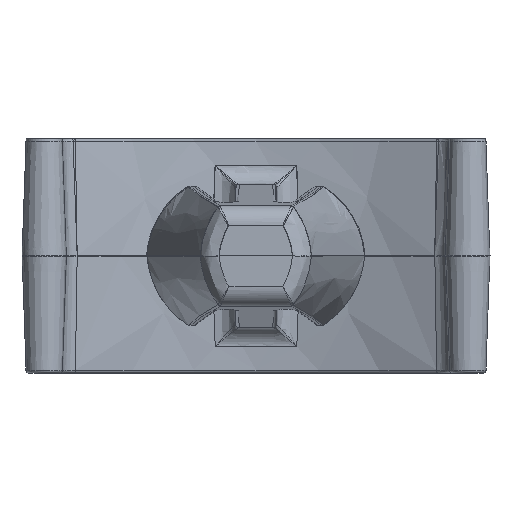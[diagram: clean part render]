
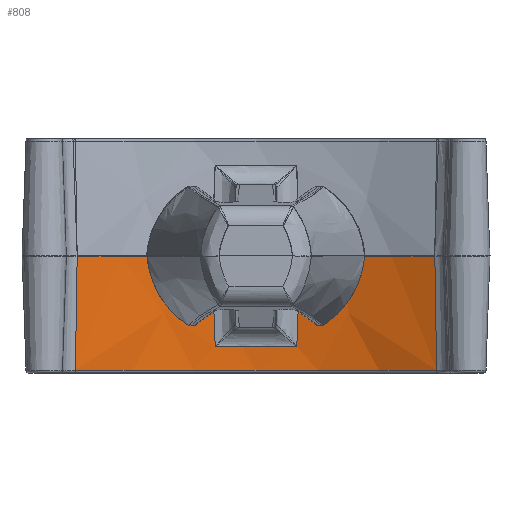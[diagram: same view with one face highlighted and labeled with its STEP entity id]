
A CAD part, left-side view. The second image highlights one B-rep face of the part: STEP entity #808.
In plain terms, the highlighted conical face has half-angle 2 degrees and reference radius 15.989 mm.
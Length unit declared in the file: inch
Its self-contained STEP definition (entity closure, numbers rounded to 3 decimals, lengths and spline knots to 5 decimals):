
#154=CONICAL_SURFACE('',#5503,0.6295,2.);
#516=CIRCLE('',#5418,0.6295);
#518=CIRCLE('',#5420,0.6295);
#547=CIRCLE('',#5501,0.63579);
#548=CIRCLE('',#5502,0.6345);
#808=ADVANCED_FACE('',(#1220),#154,.F.);
#1220=FACE_OUTER_BOUND('',#1562,.T.);
#1562=EDGE_LOOP('',(#2565,#2566,#2567,#2568,#2569,#2570,#2571,#2572));
#1896=B_SPLINE_CURVE_WITH_KNOTS('',3,(#8950,#8951,#8952,#8953,#8954,#8955,
#8956,#8957,#8958,#8959),.UNSPECIFIED.,.F.,.F.,(4,3,3,4),(0.,0.43246,
0.78933,1.),.UNSPECIFIED.);
#1897=B_SPLINE_CURVE_WITH_KNOTS('',3,(#8963,#8964,#8965,#8966,#8967,#8968,
#8969,#8970,#8971,#8972),.UNSPECIFIED.,.F.,.F.,(4,3,3,4),(0.,0.21067,
0.64313,1.),.UNSPECIFIED.);
#2565=ORIENTED_EDGE('',*,*,#4363,.T.);
#2566=ORIENTED_EDGE('',*,*,#4364,.T.);
#2567=ORIENTED_EDGE('',*,*,#4365,.F.);
#2568=ORIENTED_EDGE('',*,*,#4189,.F.);
#2569=ORIENTED_EDGE('',*,*,#4366,.T.);
#2570=ORIENTED_EDGE('',*,*,#4367,.T.);
#2571=ORIENTED_EDGE('',*,*,#4368,.T.);
#2572=ORIENTED_EDGE('',*,*,#4185,.F.);
#3674=VERTEX_POINT('',#8270);
#3676=VERTEX_POINT('',#8276);
#3677=VERTEX_POINT('',#8279);
#3680=VERTEX_POINT('',#8303);
#3841=VERTEX_POINT('',#8944);
#3842=VERTEX_POINT('',#8948);
#3843=VERTEX_POINT('',#8960);
#3844=VERTEX_POINT('',#8962);
#4185=EDGE_CURVE('',#3674,#3677,#516,.T.);
#4189=EDGE_CURVE('',#3680,#3676,#518,.T.);
#4363=EDGE_CURVE('',#3674,#3841,#4936,.T.);
#4364=EDGE_CURVE('',#3841,#3842,#547,.T.);
#4365=EDGE_CURVE('',#3676,#3842,#4937,.T.);
#4366=EDGE_CURVE('',#3680,#3843,#1896,.T.);
#4367=EDGE_CURVE('',#3843,#3844,#548,.T.);
#4368=EDGE_CURVE('',#3844,#3677,#1897,.T.);
#4936=LINE('',#8945,#5213);
#4937=LINE('',#8949,#5214);
#5213=VECTOR('',#6425,1.);
#5214=VECTOR('',#6430,1.);
#5418=AXIS2_PLACEMENT_3D('',#8278,#6169,#6170);
#5420=AXIS2_PLACEMENT_3D('',#8304,#6173,#6174);
#5501=AXIS2_PLACEMENT_3D('',#8947,#6428,#6429);
#5502=AXIS2_PLACEMENT_3D('',#8961,#6431,#6432);
#5503=AXIS2_PLACEMENT_3D('',#8973,#6433,#6434);
#6169=DIRECTION('',(0.,0.,-1.));
#6170=DIRECTION('',(0.,-1.,0.));
#6173=DIRECTION('',(0.,0.,-1.));
#6174=DIRECTION('',(0.,-1.,0.));
#6425=DIRECTION('',(0.031,0.016,-0.999));
#6428=DIRECTION('',(0.,0.,-1.));
#6429=DIRECTION('',(-1.,0.,0.));
#6430=DIRECTION('',(0.031,-0.016,-0.999));
#6431=DIRECTION('',(0.,0.,1.));
#6432=DIRECTION('',(1.,0.,0.));
#6433=DIRECTION('',(0.,0.,-1.));
#6434=DIRECTION('',(-1.,0.,0.));
#8270=CARTESIAN_POINT('',(-3.99401,-1.35778,0.));
#8276=CARTESIAN_POINT('',(-3.99401,-1.92283,0.));
#8278=CARTESIAN_POINT('',(-4.55655,-1.6403,0.));
#8279=CARTESIAN_POINT('',(-3.93092,-1.57055,0.));
#8303=CARTESIAN_POINT('',(-3.93092,-1.71006,0.));
#8304=CARTESIAN_POINT('',(-4.55655,-1.6403,0.));
#8944=CARTESIAN_POINT('',(-3.98838,-1.35495,-0.18017));
#8945=CARTESIAN_POINT('',(-3.99401,-1.35778,0.));
#8947=CARTESIAN_POINT('',(-4.55655,-1.6403,-0.18017));
#8948=CARTESIAN_POINT('',(-3.98839,-1.92566,-0.18017));
#8949=CARTESIAN_POINT('',(-3.99401,-1.92283,0.));
#8950=CARTESIAN_POINT('',(-3.93092,-1.71006,0.));
#8951=CARTESIAN_POINT('',(-3.93011,-1.7093,-0.02064));
#8952=CARTESIAN_POINT('',(-3.9293,-1.70854,-0.04127));
#8953=CARTESIAN_POINT('',(-3.9285,-1.70778,-0.06191));
#8954=CARTESIAN_POINT('',(-3.92783,-1.70715,-0.07894));
#8955=CARTESIAN_POINT('',(-3.92717,-1.70652,-0.09597));
#8956=CARTESIAN_POINT('',(-3.9265,-1.70589,-0.113));
#8957=CARTESIAN_POINT('',(-3.92611,-1.70552,-0.12305));
#8958=CARTESIAN_POINT('',(-3.92572,-1.70515,-0.13311));
#8959=CARTESIAN_POINT('',(-3.92533,-1.70478,-0.14316));
#8960=CARTESIAN_POINT('',(-3.92533,-1.70478,-0.14316));
#8961=CARTESIAN_POINT('',(-4.55655,-1.6403,-0.14316));
#8962=CARTESIAN_POINT('',(-3.92533,-1.57583,-0.14316));
#8963=CARTESIAN_POINT('',(-3.92533,-1.57583,-0.14316));
#8964=CARTESIAN_POINT('',(-3.92572,-1.57546,-0.13311));
#8965=CARTESIAN_POINT('',(-3.92611,-1.57509,-0.12305));
#8966=CARTESIAN_POINT('',(-3.9265,-1.57472,-0.113));
#8967=CARTESIAN_POINT('',(-3.92731,-1.57396,-0.09236));
#8968=CARTESIAN_POINT('',(-3.92811,-1.57319,-0.07173));
#8969=CARTESIAN_POINT('',(-3.92892,-1.57243,-0.05109));
#8970=CARTESIAN_POINT('',(-3.92959,-1.5718,-0.03406));
#8971=CARTESIAN_POINT('',(-3.93025,-1.57118,-0.01703));
#8972=CARTESIAN_POINT('',(-3.93092,-1.57055,0.));
#8973=CARTESIAN_POINT('',(-4.55655,-1.6403,0.));
